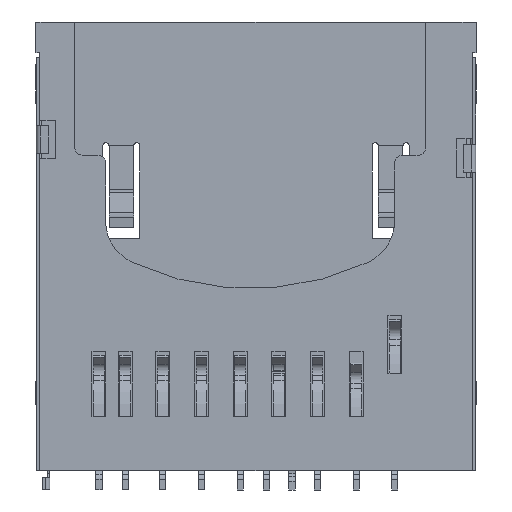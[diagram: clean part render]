
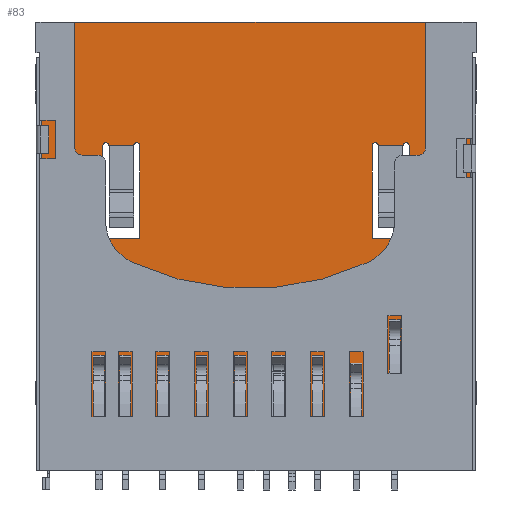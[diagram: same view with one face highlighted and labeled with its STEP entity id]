
A CAD part, front view. The second image highlights one B-rep face of the part: STEP entity #83.
In plain terms, the highlighted planar face has unit normal (0, -1, 0).
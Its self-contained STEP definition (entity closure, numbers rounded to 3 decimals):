
#83=ADVANCED_FACE('',(#599,#600,#601),#602,.F.);
#599=FACE_OUTER_BOUND('',#1643,.T.);
#600=FACE_BOUND('',#1644,.T.);
#601=FACE_BOUND('',#1645,.T.);
#602=PLANE('',#1646);
#1643=EDGE_LOOP('',(#2809,#2810,#2811,#2812,#2813,#2814,#2815,#2816,#2817,#2818,#2819,#2820));
#1644=EDGE_LOOP('',(#2821,#2822,#2823,#2824,#2825,#2826));
#1645=EDGE_LOOP('',(#2827,#2828,#2829,#2830,#2831,#2832));
#1646=AXIS2_PLACEMENT_3D('',#2833,#2834,#2835);
#2809=ORIENTED_EDGE('',*,*,#6914,.F.);
#2810=ORIENTED_EDGE('',*,*,#6915,.F.);
#2811=ORIENTED_EDGE('',*,*,#6855,.F.);
#2812=ORIENTED_EDGE('',*,*,#6916,.F.);
#2813=ORIENTED_EDGE('',*,*,#6917,.T.);
#2814=ORIENTED_EDGE('',*,*,#6918,.F.);
#2815=ORIENTED_EDGE('',*,*,#6919,.T.);
#2816=ORIENTED_EDGE('',*,*,#6913,.T.);
#2817=ORIENTED_EDGE('',*,*,#6849,.F.);
#2818=ORIENTED_EDGE('',*,*,#6920,.F.);
#2819=ORIENTED_EDGE('',*,*,#6921,.F.);
#2820=ORIENTED_EDGE('',*,*,#6922,.T.);
#2821=ORIENTED_EDGE('',*,*,#6923,.F.);
#2822=ORIENTED_EDGE('',*,*,#6924,.F.);
#2823=ORIENTED_EDGE('',*,*,#6925,.F.);
#2824=ORIENTED_EDGE('',*,*,#6926,.F.);
#2825=ORIENTED_EDGE('',*,*,#6927,.F.);
#2826=ORIENTED_EDGE('',*,*,#6928,.F.);
#2827=ORIENTED_EDGE('',*,*,#6929,.F.);
#2828=ORIENTED_EDGE('',*,*,#6930,.F.);
#2829=ORIENTED_EDGE('',*,*,#6931,.F.);
#2830=ORIENTED_EDGE('',*,*,#6932,.F.);
#2831=ORIENTED_EDGE('',*,*,#6933,.F.);
#2832=ORIENTED_EDGE('',*,*,#6934,.F.);
#2833=CARTESIAN_POINT('',(0.0,2.6,14.5));
#2834=DIRECTION('',(0.0,1.0,0.0));
#2835=DIRECTION('',(1.0,0.0,-0.0));
#6849=EDGE_CURVE('',#8209,#8212,#8213,.T.);
#6855=EDGE_CURVE('',#8222,#8218,#8224,.T.);
#6913=EDGE_CURVE('',#8319,#8212,#8324,.T.);
#6914=EDGE_CURVE('',#8325,#8326,#8327,.T.);
#6915=EDGE_CURVE('',#8218,#8325,#8328,.T.);
#6916=EDGE_CURVE('',#8329,#8222,#8330,.T.);
#6917=EDGE_CURVE('',#8329,#8331,#8332,.T.);
#6918=EDGE_CURVE('',#8333,#8331,#8334,.T.);
#6919=EDGE_CURVE('',#8333,#8319,#8335,.T.);
#6920=EDGE_CURVE('',#8336,#8209,#8337,.T.);
#6921=EDGE_CURVE('',#8338,#8336,#8339,.T.);
#6922=EDGE_CURVE('',#8338,#8326,#8340,.T.);
#6923=EDGE_CURVE('',#8341,#8342,#8343,.T.);
#6924=EDGE_CURVE('',#8344,#8341,#8345,.T.);
#6925=EDGE_CURVE('',#8346,#8344,#8347,.T.);
#6926=EDGE_CURVE('',#8348,#8346,#8349,.T.);
#6927=EDGE_CURVE('',#8350,#8348,#8351,.T.);
#6928=EDGE_CURVE('',#8342,#8350,#8352,.T.);
#6929=EDGE_CURVE('',#8353,#8354,#8355,.T.);
#6930=EDGE_CURVE('',#8356,#8353,#8357,.T.);
#6931=EDGE_CURVE('',#8358,#8356,#8359,.T.);
#6932=EDGE_CURVE('',#8360,#8358,#8361,.T.);
#6933=EDGE_CURVE('',#8362,#8360,#8363,.T.);
#6934=EDGE_CURVE('',#8354,#8362,#8364,.T.);
#8209=VERTEX_POINT('',#10460);
#8212=VERTEX_POINT('',#10464);
#8213=CIRCLE('',#10465,0.33);
#8218=VERTEX_POINT('',#10471);
#8222=VERTEX_POINT('',#10476);
#8224=CIRCLE('',#10479,0.33);
#8319=VERTEX_POINT('',#10624);
#8324=LINE('',#10630,#10631);
#8325=VERTEX_POINT('',#10632);
#8326=VERTEX_POINT('',#10633);
#8327=LINE('',#10634,#10635);
#8328=CIRCLE('',#10636,0.33);
#8329=VERTEX_POINT('',#10637);
#8330=LINE('',#10638,#10639);
#8331=VERTEX_POINT('',#10640);
#8332=LINE('',#10641,#10642);
#8333=VERTEX_POINT('',#10643);
#8334=LINE('',#10644,#10645);
#8335=LINE('',#10646,#10647);
#8336=VERTEX_POINT('',#10648);
#8337=CIRCLE('',#10649,0.33);
#8338=VERTEX_POINT('',#10650);
#8339=LINE('',#10651,#10652);
#8340=LINE('',#10653,#10654);
#8341=VERTEX_POINT('',#10655);
#8342=VERTEX_POINT('',#10656);
#8343=LINE('',#10657,#10658);
#8344=VERTEX_POINT('',#10659);
#8345=LINE('',#10660,#10661);
#8346=VERTEX_POINT('',#10662);
#8347=CIRCLE('',#10663,0.2);
#8348=VERTEX_POINT('',#10664);
#8349=LINE('',#10665,#10666);
#8350=VERTEX_POINT('',#10667);
#8351=CIRCLE('',#10668,0.2);
#8352=LINE('',#10669,#10670);
#8353=VERTEX_POINT('',#10671);
#8354=VERTEX_POINT('',#10672);
#8355=LINE('',#10673,#10674);
#8356=VERTEX_POINT('',#10675);
#8357=CIRCLE('',#10676,0.2);
#8358=VERTEX_POINT('',#10677);
#8359=LINE('',#10678,#10679);
#8360=VERTEX_POINT('',#10680);
#8361=CIRCLE('',#10681,0.2);
#8362=VERTEX_POINT('',#10682);
#8363=LINE('',#10683,#10684);
#8364=LINE('',#10685,#10686);
#10460=CARTESIAN_POINT('',(12.93,2.6,27.03));
#10464=CARTESIAN_POINT('',(13.26,2.6,26.7));
#10465=AXIS2_PLACEMENT_3D('',#13902,#13903,#13904);
#10471=CARTESIAN_POINT('',(-12.93,2.6,27.03));
#10476=CARTESIAN_POINT('',(-13.26,2.6,26.7));
#10479=AXIS2_PLACEMENT_3D('',#13914,#13915,#13916);
#10624=CARTESIAN_POINT('',(13.85,2.6,26.7));
#10630=CARTESIAN_POINT('',(13.85,2.6,26.7));
#10631=VECTOR('',#13986,0.59);
#10632=CARTESIAN_POINT('',(-13.26,2.6,27.36));
#10633=CARTESIAN_POINT('',(-13.26,2.6,29.0));
#10634=CARTESIAN_POINT('',(-13.26,2.6,27.36));
#10635=VECTOR('',#13987,1.64);
#10636=AXIS2_PLACEMENT_3D('',#13988,#13989,#13990);
#10637=CARTESIAN_POINT('',(-13.85,2.6,26.7));
#10638=CARTESIAN_POINT('',(-13.85,2.6,26.7));
#10639=VECTOR('',#13991,0.59);
#10640=CARTESIAN_POINT('',(-13.85,2.6,0.0));
#10641=CARTESIAN_POINT('',(-13.85,2.6,26.7));
#10642=VECTOR('',#13992,26.7);
#10643=CARTESIAN_POINT('',(13.85,2.6,0.0));
#10644=CARTESIAN_POINT('',(13.85,2.6,0.0));
#10645=VECTOR('',#13993,27.7);
#10646=CARTESIAN_POINT('',(13.85,2.6,0.0));
#10647=VECTOR('',#13994,26.7);
#10648=CARTESIAN_POINT('',(13.26,2.6,27.36));
#10649=AXIS2_PLACEMENT_3D('',#13995,#13996,#13997);
#10650=CARTESIAN_POINT('',(13.26,2.6,29.0));
#10651=CARTESIAN_POINT('',(13.26,2.6,29.0));
#10652=VECTOR('',#13998,1.64);
#10653=CARTESIAN_POINT('',(13.26,2.6,29.0));
#10654=VECTOR('',#13999,26.52);
#10655=CARTESIAN_POINT('',(7.5,2.6,15.0));
#10656=CARTESIAN_POINT('',(9.9,2.6,15.0));
#10657=CARTESIAN_POINT('',(7.5,2.6,15.0));
#10658=VECTOR('',#14000,2.4);
#10659=CARTESIAN_POINT('',(7.5,2.6,21.0));
#10660=CARTESIAN_POINT('',(7.5,2.6,21.0));
#10661=VECTOR('',#14001,6.0);
#10662=CARTESIAN_POINT('',(7.9,2.6,21.0));
#10663=AXIS2_PLACEMENT_3D('',#14002,#14003,#14004);
#10664=CARTESIAN_POINT('',(9.5,2.6,21.0));
#10665=CARTESIAN_POINT('',(9.5,2.6,21.0));
#10666=VECTOR('',#14005,1.6);
#10667=CARTESIAN_POINT('',(9.9,2.6,21.0));
#10668=AXIS2_PLACEMENT_3D('',#14006,#14007,#14008);
#10669=CARTESIAN_POINT('',(9.9,2.6,15.0));
#10670=VECTOR('',#14009,6.0);
#10671=CARTESIAN_POINT('',(-9.9,2.6,21.0));
#10672=CARTESIAN_POINT('',(-9.9,2.6,15.0));
#10673=CARTESIAN_POINT('',(-9.9,2.6,21.0));
#10674=VECTOR('',#14010,6.0);
#10675=CARTESIAN_POINT('',(-9.5,2.6,21.0));
#10676=AXIS2_PLACEMENT_3D('',#14011,#14012,#14013);
#10677=CARTESIAN_POINT('',(-7.9,2.6,21.0));
#10678=CARTESIAN_POINT('',(-7.9,2.6,21.0));
#10679=VECTOR('',#14014,1.6);
#10680=CARTESIAN_POINT('',(-7.5,2.6,21.0));
#10681=AXIS2_PLACEMENT_3D('',#14015,#14016,#14017);
#10682=CARTESIAN_POINT('',(-7.5,2.6,15.0));
#10683=CARTESIAN_POINT('',(-7.5,2.6,15.0));
#10684=VECTOR('',#14018,6.0);
#10685=CARTESIAN_POINT('',(-9.9,2.6,15.0));
#10686=VECTOR('',#14019,2.4);
#13902=CARTESIAN_POINT('',(13.26,2.6,27.03));
#13903=DIRECTION('',(0.0,-1.0,0.0));
#13904=DIRECTION('',(0.0,0.0,1.0));
#13914=CARTESIAN_POINT('',(-13.26,2.6,27.03));
#13915=DIRECTION('',(0.0,-1.0,-0.0));
#13916=DIRECTION('',(0.,0.0,-1.0));
#13986=DIRECTION('',(-1.0,0.0,0.0));
#13987=DIRECTION('',(0.0,0.0,1.0));
#13988=CARTESIAN_POINT('',(-13.26,2.6,27.03));
#13989=DIRECTION('',(0.0,-1.0,-0.0));
#13990=DIRECTION('',(0.,0.0,-1.0));
#13991=DIRECTION('',(1.0,0.0,0.0));
#13992=DIRECTION('',(0.0,0.0,-1.0));
#13993=DIRECTION('',(-1.0,0.0,0.0));
#13994=DIRECTION('',(0.0,0.0,1.0));
#13995=CARTESIAN_POINT('',(13.26,2.6,27.03));
#13996=DIRECTION('',(0.0,-1.0,0.0));
#13997=DIRECTION('',(0.0,0.0,1.0));
#13998=DIRECTION('',(0.0,0.0,-1.0));
#13999=DIRECTION('',(-1.0,0.0,0.0));
#14000=DIRECTION('',(1.0,0.0,0.0));
#14001=DIRECTION('',(0.0,0.0,-1.0));
#14002=CARTESIAN_POINT('',(7.7,2.6,21.0));
#14003=DIRECTION('',(0.0,-1.0,0.0));
#14004=DIRECTION('',(1.0,0.0,0.0));
#14005=DIRECTION('',(-1.0,0.0,0.0));
#14006=CARTESIAN_POINT('',(9.7,2.6,21.0));
#14007=DIRECTION('',(0.0,-1.0,0.0));
#14008=DIRECTION('',(1.0,0.0,0.));
#14009=DIRECTION('',(0.0,0.0,1.0));
#14010=DIRECTION('',(0.0,0.0,-1.0));
#14011=CARTESIAN_POINT('',(-9.7,2.6,21.0));
#14012=DIRECTION('',(0.0,-1.0,0.0));
#14013=DIRECTION('',(1.0,0.0,0.0));
#14014=DIRECTION('',(-1.0,0.0,0.0));
#14015=CARTESIAN_POINT('',(-7.7,2.6,21.0));
#14016=DIRECTION('',(0.0,-1.0,0.0));
#14017=DIRECTION('',(1.0,0.0,0.0));
#14018=DIRECTION('',(0.0,0.0,1.0));
#14019=DIRECTION('',(1.0,0.0,0.0));
